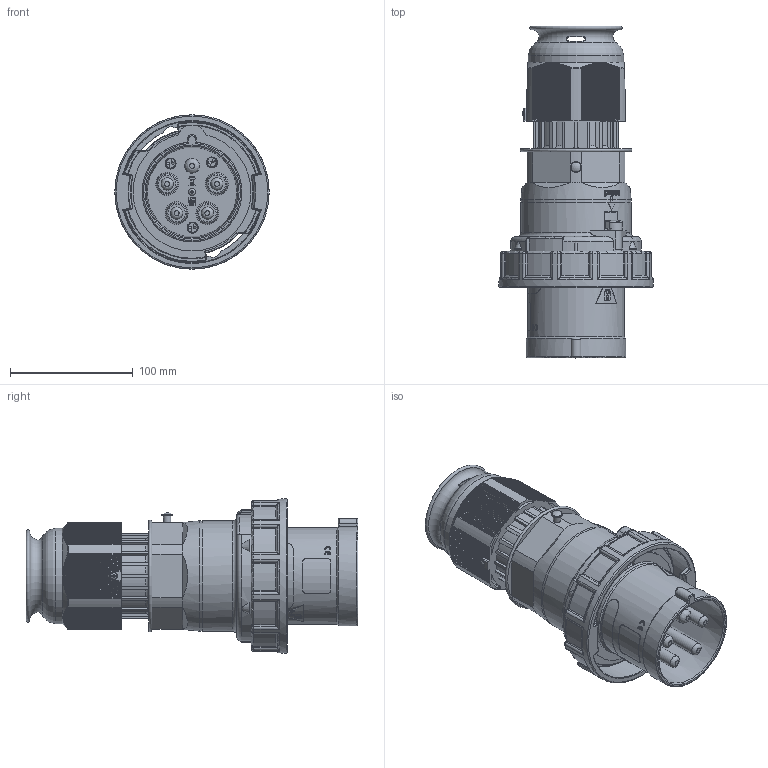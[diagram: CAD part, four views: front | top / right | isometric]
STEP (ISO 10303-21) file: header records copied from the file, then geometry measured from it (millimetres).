
FILE_DESCRIPTION(/* description */ (''),/* implementation_level */ '2;1');
FILE_NAME(/* name */ '2199.stp',/* time_stamp */ '2023-09-04T14:14:22+02:00',/* author */ ('massmann'),/* organization */ (''),/* preprocessor_version */ 'ST-DEVELOPER v17',/* originating_system */ 'Autodesk Inventor 2018',/* authorisation */ '');
FILE_SCHEMA (('AUTOMOTIVE_DESIGN { 1 0 10303 214 3 1 1 }'));
Products named in the file (1): 2199
Bounding box: 125.5 x 270.05 x 125.5 mm (x, y, z)
Volume: 1211259.4 mm3; surface area: 163702.1 mm2
Topology: 1 solids, 2 shells, 1837 faces, 4986 edges, 3150 vertices
Faces by surface type: plane 846, bspline 383, cylinder 338, torus 163, sphere 58, cone 49
Full cylindrical faces by diameter (mm): 0.316 x1, 0.507 x1, 5.6 x1, 6 x3, 9 x4, 10 x4, 12 x1, 50 x1, 77.5 x1, 78.8 x1, 79 x1, 81.1 x1, 90 x1, 115.5 x1, 125.5 x1
Entity records: 76146 total; most frequent: CARTESIAN_POINT 31988, ORIENTED_EDGE 9842, DIRECTION 7410, EDGE_CURVE 4921, VERTEX_POINT 3150, AXIS2_PLACEMENT_3D 2636, LINE 2138, VECTOR 2138
